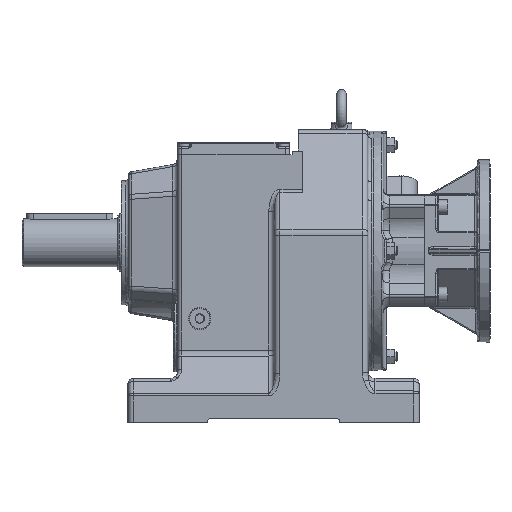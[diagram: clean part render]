
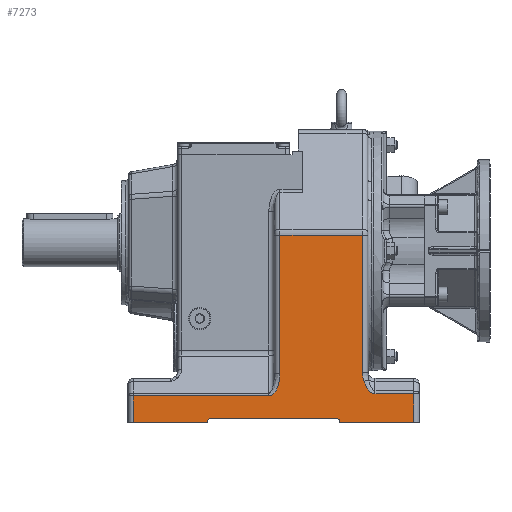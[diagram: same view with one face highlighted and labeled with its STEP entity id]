
A CAD part, front view. The second image highlights one B-rep face of the part: STEP entity #7273.
In plain terms, the highlighted planar face has unit normal (0, -1, 0).
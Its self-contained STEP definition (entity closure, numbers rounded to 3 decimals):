
#7273=ADVANCED_FACE('',(#14431),#14432,.T.);
#14431=FACE_OUTER_BOUND('',#37361,.T.);
#14432=PLANE('',#37362);
#37361=EDGE_LOOP('',(#55603,#55604,#55605,#55606,#55607,#55608,#55609,#55610,#55611,#55612,#55613,#55614,#55615,#55616,#55617,#55618,#55619));
#37362=AXIS2_PLACEMENT_3D('',#55620,#55621,#55622);
#55603=ORIENTED_EDGE('',*,*,#63349,.T.);
#55604=ORIENTED_EDGE('',*,*,#60250,.T.);
#55605=ORIENTED_EDGE('',*,*,#63350,.T.);
#55606=ORIENTED_EDGE('',*,*,#56934,.F.);
#55607=ORIENTED_EDGE('',*,*,#57276,.T.);
#55608=ORIENTED_EDGE('',*,*,#59980,.F.);
#55609=ORIENTED_EDGE('',*,*,#63217,.T.);
#55610=ORIENTED_EDGE('',*,*,#57338,.F.);
#55611=ORIENTED_EDGE('',*,*,#63351,.T.);
#55612=ORIENTED_EDGE('',*,*,#63352,.T.);
#55613=ORIENTED_EDGE('',*,*,#62813,.T.);
#55614=ORIENTED_EDGE('',*,*,#61220,.T.);
#55615=ORIENTED_EDGE('',*,*,#62005,.T.);
#55616=ORIENTED_EDGE('',*,*,#62979,.T.);
#55617=ORIENTED_EDGE('',*,*,#60915,.T.);
#55618=ORIENTED_EDGE('',*,*,#62537,.T.);
#55619=ORIENTED_EDGE('',*,*,#60122,.T.);
#55620=CARTESIAN_POINT('',(-124.,-171.5,-31.55));
#55621=DIRECTION('',(0.0,-1.0,0.0));
#55622=DIRECTION('',(0.0,0.0,-1.0));
#56934=EDGE_CURVE('',#64955,#64957,#64958,.T.);
#57276=EDGE_CURVE('',#64955,#65523,#65525,.T.);
#57338=EDGE_CURVE('',#65628,#65629,#65630,.T.);
#59980=EDGE_CURVE('',#69545,#65523,#69547,.T.);
#60122=EDGE_CURVE('',#69756,#69754,#69757,.T.);
#60250=EDGE_CURVE('',#69931,#69928,#69932,.T.);
#60915=EDGE_CURVE('',#70887,#67597,#70888,.T.);
#61220=EDGE_CURVE('',#71304,#71302,#71305,.T.);
#62005=EDGE_CURVE('',#71302,#72312,#72314,.T.);
#62537=EDGE_CURVE('',#67597,#69756,#72997,.T.);
#62813=EDGE_CURVE('',#68998,#71304,#73333,.T.);
#62979=EDGE_CURVE('',#72312,#70887,#73541,.T.);
#63217=EDGE_CURVE('',#69545,#65629,#73806,.T.);
#63349=EDGE_CURVE('',#69754,#69931,#73939,.T.);
#63350=EDGE_CURVE('',#69928,#64957,#73940,.T.);
#63351=EDGE_CURVE('',#65628,#73941,#73942,.T.);
#63352=EDGE_CURVE('',#73941,#68998,#73943,.T.);
#64955=VERTEX_POINT('',#77187);
#64957=VERTEX_POINT('',#77190);
#64958=LINE('',#77191,#77192);
#65523=VERTEX_POINT('',#78328);
#65525=CIRCLE('',#78331,4.0);
#65628=VERTEX_POINT('',#78476);
#65629=VERTEX_POINT('',#78477);
#65630=LINE('',#78478,#78479);
#67597=VERTEX_POINT('',#84095);
#68998=VERTEX_POINT('',#88453);
#69545=VERTEX_POINT('',#89840);
#69547=LINE('',#89843,#89844);
#69754=VERTEX_POINT('',#90283);
#69756=VERTEX_POINT('',#90285);
#69757=ELLIPSE('',#90286,28.0,14.0);
#69928=VERTEX_POINT('',#90789);
#69931=VERTEX_POINT('',#90792);
#69932=LINE('',#90793,#90794);
#70887=VERTEX_POINT('',#92574);
#70888=LINE('',#92575,#92576);
#71302=VERTEX_POINT('',#93444);
#71304=VERTEX_POINT('',#93446);
#71305=ELLIPSE('',#93447,32.0,16.0);
#72312=VERTEX_POINT('',#95737);
#72314=B_SPLINE_CURVE_WITH_KNOTS('',3,(#95739,#95740,#95741,#95742,#95743,#95744),.UNSPECIFIED.,.F.,.F.,(4,2,4),(0.0,0.5,1.0),.UNSPECIFIED.);
#72997=LINE('',#97139,#97140);
#73333=LINE('',#97935,#97936);
#73541=LINE('',#98361,#98362);
#73806=CIRCLE('',#98900,4.0);
#73939=LINE('',#99077,#99078);
#73940=LINE('',#99079,#99080);
#73941=VERTEX_POINT('',#99081);
#73942=LINE('',#99082,#99083);
#73943=LINE('',#99084,#99085);
#77187=CARTESIAN_POINT('',(-207.5,-171.5,-213.8));
#77190=CARTESIAN_POINT('',(-207.5,-171.5,-214.8));
#77191=CARTESIAN_POINT('',(-207.5,-171.5,-31.55));
#77192=VECTOR('',#100312,1.0);
#78328=CARTESIAN_POINT('',(-203.5,-171.5,-209.8));
#78331=AXIS2_PLACEMENT_3D('',#100761,#100762,#100763);
#78476=CARTESIAN_POINT('',(-42.5,-171.5,-214.8));
#78477=CARTESIAN_POINT('',(-42.5,-171.5,-213.8));
#78478=CARTESIAN_POINT('',(-42.5,-171.5,-31.55));
#78479=VECTOR('',#100860,1.0);
#84095=CARTESIAN_POINT('',(-117.,-171.5,19.681));
#88453=CARTESIAN_POINT('',(50.5,-171.5,-178.996));
#89840=CARTESIAN_POINT('',(-46.5,-171.5,-209.8));
#89843=CARTESIAN_POINT('',(-124.,-171.5,-209.8));
#89844=VECTOR('',#103873,1.0);
#90283=CARTESIAN_POINT('',(-131.,-171.5,-181.676));
#90285=CARTESIAN_POINT('',(-117.,-171.5,-153.676));
#90286=AXIS2_PLACEMENT_3D('',#104016,#104017,#104018);
#90789=CARTESIAN_POINT('',(-300.5,-171.5,-214.8));
#90792=CARTESIAN_POINT('',(-300.5,-171.5,-181.676));
#90793=CARTESIAN_POINT('',(-300.5,-171.5,-31.55));
#90794=VECTOR('',#104154,1.0);
#92574=CARTESIAN_POINT('',(-14.,-171.5,19.681));
#92575=CARTESIAN_POINT('',(-124.,-171.5,19.681));
#92576=VECTOR('',#104740,1.0);
#93444=CARTESIAN_POINT('',(-11.737,-171.5,-163.401));
#93446=CARTESIAN_POINT('',(2.,-171.5,-178.996));
#93447=AXIS2_PLACEMENT_3D('',#105012,#105013,#105014);
#95737=CARTESIAN_POINT('',(-14.,-171.5,-152.603));
#95739=CARTESIAN_POINT('',(-11.737,-171.5,-163.401));
#95740=CARTESIAN_POINT('',(-12.267,-171.5,-161.626));
#95741=CARTESIAN_POINT('',(-12.882,-171.5,-159.87));
#95742=CARTESIAN_POINT('',(-13.738,-171.5,-156.285));
#95743=CARTESIAN_POINT('',(-14.,-171.5,-154.465));
#95744=CARTESIAN_POINT('',(-14.,-171.5,-152.603));
#97139=CARTESIAN_POINT('',(-117.,-171.5,-31.55));
#97140=VECTOR('',#106108,1.0);
#97935=CARTESIAN_POINT('',(-124.,-171.5,-178.996));
#97936=VECTOR('',#106350,1.0);
#98361=CARTESIAN_POINT('',(-14.,-171.5,-31.55));
#98362=VECTOR('',#106515,1.0);
#98900=AXIS2_PLACEMENT_3D('',#106712,#106713,#106714);
#99077=CARTESIAN_POINT('',(-124.,-171.5,-181.676));
#99078=VECTOR('',#106762,1.0);
#99079=CARTESIAN_POINT('',(-124.,-171.5,-214.8));
#99080=VECTOR('',#106763,1.0);
#99081=CARTESIAN_POINT('',(50.5,-171.5,-214.8));
#99082=CARTESIAN_POINT('',(-124.,-171.5,-214.8));
#99083=VECTOR('',#106764,1.0);
#99084=CARTESIAN_POINT('',(50.5,-171.5,-31.55));
#99085=VECTOR('',#106765,1.0);
#100312=DIRECTION('',(0.0,0.0,-1.0));
#100761=CARTESIAN_POINT('',(-203.5,-171.5,-213.8));
#100762=DIRECTION('',(-0.0,1.0,0.0));
#100763=DIRECTION('',(1.0,0.0,0.0));
#100860=DIRECTION('',(0.0,0.0,1.0));
#103873=DIRECTION('',(-1.0,0.0,0.0));
#104016=CARTESIAN_POINT('',(-131.,-171.5,-153.676));
#104017=DIRECTION('',(0.0,1.0,0.0));
#104018=DIRECTION('',(0.0,0.0,-1.0));
#104154=DIRECTION('',(0.0,0.0,-1.0));
#104740=DIRECTION('',(-1.0,0.0,0.0));
#105012=CARTESIAN_POINT('',(2.,-171.5,-146.996));
#105013=DIRECTION('',(0.0,1.0,0.0));
#105014=DIRECTION('',(0.0,0.0,-1.0));
#106108=DIRECTION('',(0.0,0.0,-1.0));
#106350=DIRECTION('',(-1.0,0.0,0.0));
#106515=DIRECTION('',(0.0,0.0,1.0));
#106712=CARTESIAN_POINT('',(-46.5,-171.5,-213.8));
#106713=DIRECTION('',(-0.0,1.0,0.0));
#106714=DIRECTION('',(1.0,0.0,0.0));
#106762=DIRECTION('',(-1.0,0.0,0.0));
#106763=DIRECTION('',(1.0,0.0,0.0));
#106764=DIRECTION('',(1.0,0.0,0.0));
#106765=DIRECTION('',(0.0,0.0,1.0));
